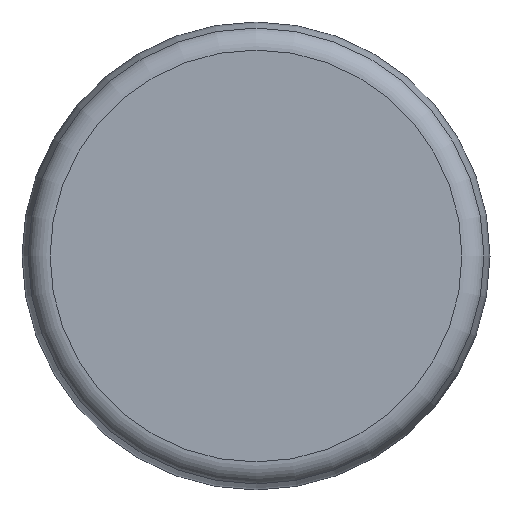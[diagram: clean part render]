
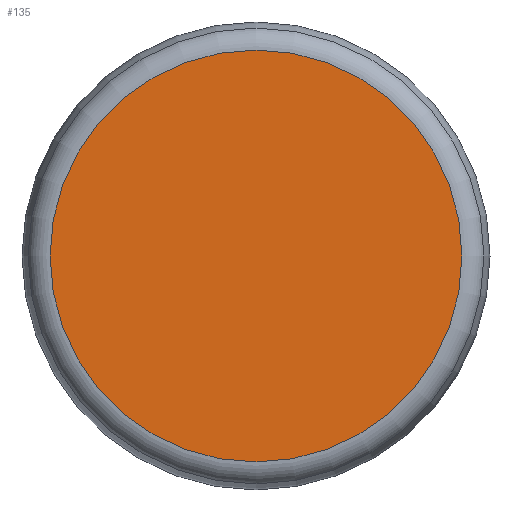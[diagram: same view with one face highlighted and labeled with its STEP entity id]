
A CAD part, left-side view. The second image highlights one B-rep face of the part: STEP entity #135.
In plain terms, the highlighted planar face has unit normal (-1, 0, 0).
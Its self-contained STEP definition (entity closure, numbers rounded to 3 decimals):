
#135=ADVANCED_FACE('',(#352),#354,.T.);
#352=FACE_BOUND('',#353,.T.);
#353=EDGE_LOOP('',(#514));
#354=PLANE('',#355);
#355=AXIS2_PLACEMENT_3D('',#356,#357,#358);
#356=CARTESIAN_POINT('',(-0.2,0.,1.3));
#357=DIRECTION('',(-1.,-0.,-0.));
#358=DIRECTION('',(0.,0.,-1.));
#514=ORIENTED_EDGE('',*,*,#556,.F.);
#556=EDGE_CURVE('',#589,#589,#590,.T.);
#589=VERTEX_POINT('',#668);
#590=CIRCLE('',#669,1.144);
#668=CARTESIAN_POINT('',(-0.2,0.,0.156));
#669=AXIS2_PLACEMENT_3D('',#670,#671,#672);
#670=CARTESIAN_POINT('',(-0.2,0.,1.3));
#671=DIRECTION('',(1.,0.,0.));
#672=DIRECTION('',(0.,0.,-1.));
